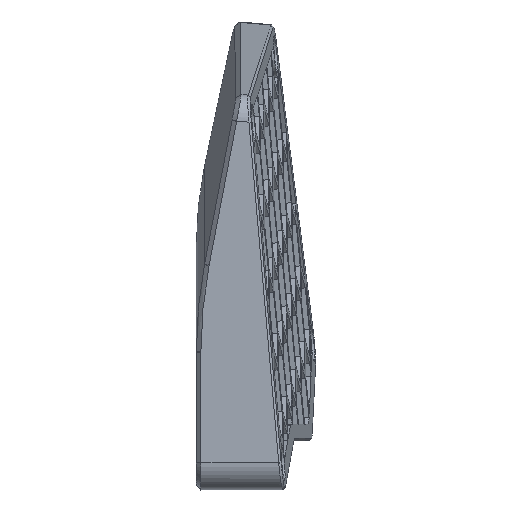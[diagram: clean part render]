
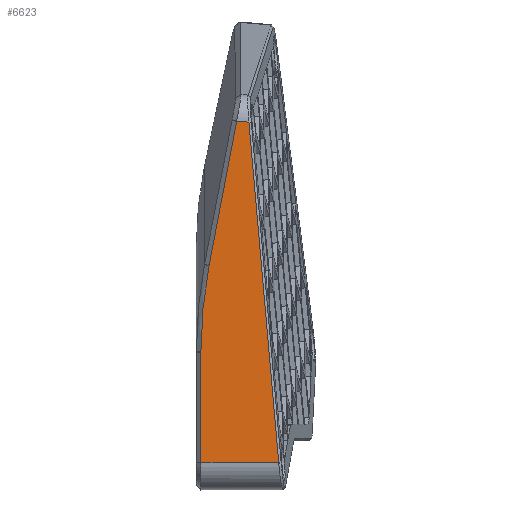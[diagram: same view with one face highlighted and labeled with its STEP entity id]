
A CAD part, left-side view. The second image highlights one B-rep face of the part: STEP entity #6623.
In plain terms, the highlighted planar face has unit normal (-1, 0, -0.002).
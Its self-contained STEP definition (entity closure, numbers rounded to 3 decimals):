
#264=B_SPLINE_CURVE_WITH_KNOTS('',3,(#9419,#9420,#9421,#9422),
 .UNSPECIFIED.,.F.,.F.,(4,4),(-1.214,-1.198),
 .UNSPECIFIED.);
#266=B_SPLINE_CURVE_WITH_KNOTS('',3,(#9447,#9448,#9449,#9450),
 .UNSPECIFIED.,.F.,.F.,(4,4),(-1.569,-1.379),
 .UNSPECIFIED.);
#268=B_SPLINE_CURVE_WITH_KNOTS('',3,(#9473,#9474,#9475,#9476),
 .UNSPECIFIED.,.F.,.F.,(4,4),(-0.656,-0.638),
 .UNSPECIFIED.);
#274=B_SPLINE_CURVE_WITH_KNOTS('',3,(#9584,#9585,#9586,#9587),
 .UNSPECIFIED.,.F.,.F.,(4,4),(-1.571,-1.569),
 .UNSPECIFIED.);
#295=B_SPLINE_CURVE_WITH_KNOTS('',3,(#9825,#9826,#9827,#9828),
 .UNSPECIFIED.,.F.,.F.,(4,4),(1.187,1.202),
 .UNSPECIFIED.);
#388=FACE_OUTER_BOUND('',#775,.T.);
#775=EDGE_LOOP('',(#4442,#4443,#4444,#4445,#4446,#4447,#4448,#4449,#4450,
#4451));
#1203=LINE('',#9399,#1965);
#1214=LINE('',#9522,#1976);
#1227=LINE('',#9814,#1989);
#1228=LINE('',#9822,#1990);
#1229=LINE('',#9824,#1991);
#1965=VECTOR('',#7527,10.);
#1976=VECTOR('',#7542,10.);
#1989=VECTOR('',#7565,10.);
#1990=VECTOR('',#7568,10.);
#1991=VECTOR('',#7569,10.);
#2731=VERTEX_POINT('',#9387);
#2733=VERTEX_POINT('',#9396);
#2734=VERTEX_POINT('',#9398);
#2737=VERTEX_POINT('',#9444);
#2738=VERTEX_POINT('',#9446);
#2747=VERTEX_POINT('',#9519);
#2748=VERTEX_POINT('',#9521);
#2761=VERTEX_POINT('',#9813);
#2762=VERTEX_POINT('',#9821);
#2763=VERTEX_POINT('',#9823);
#3376=EDGE_CURVE('',#2733,#2734,#1203,.T.);
#3379=EDGE_CURVE('',#2734,#2731,#264,.T.);
#3382=EDGE_CURVE('',#2737,#2738,#266,.T.);
#3385=EDGE_CURVE('',#2738,#2733,#268,.T.);
#3395=EDGE_CURVE('',#2747,#2748,#1214,.T.);
#3403=EDGE_CURVE('',#2748,#2737,#274,.T.);
#3430=EDGE_CURVE('',#2731,#2761,#1227,.T.);
#3432=EDGE_CURVE('',#2762,#2747,#1228,.T.);
#3433=EDGE_CURVE('',#2763,#2762,#1229,.T.);
#3434=EDGE_CURVE('',#2761,#2763,#295,.T.);
#4442=ORIENTED_EDGE('',*,*,#3379,.F.);
#4443=ORIENTED_EDGE('',*,*,#3376,.F.);
#4444=ORIENTED_EDGE('',*,*,#3385,.F.);
#4445=ORIENTED_EDGE('',*,*,#3382,.F.);
#4446=ORIENTED_EDGE('',*,*,#3403,.F.);
#4447=ORIENTED_EDGE('',*,*,#3395,.F.);
#4448=ORIENTED_EDGE('',*,*,#3432,.F.);
#4449=ORIENTED_EDGE('',*,*,#3433,.F.);
#4450=ORIENTED_EDGE('',*,*,#3434,.F.);
#4451=ORIENTED_EDGE('',*,*,#3430,.F.);
#6297=PLANE('',#7008);
#6623=ADVANCED_FACE('',(#388),#6297,.T.);
#7008=AXIS2_PLACEMENT_3D('',#9820,#7566,#7567);
#7527=DIRECTION('',(-0.002,-0.188,0.982));
#7542=DIRECTION('',(-0.002,0.,1.));
#7565=DIRECTION('',(0.,-0.996,-0.094));
#7566=DIRECTION('center_axis',(-1.,0.,-0.002));
#7567=DIRECTION('ref_axis',(0.002,0.,-1.));
#7568=DIRECTION('',(0.,1.,0.));
#7569=DIRECTION('',(0.002,-0.087,-0.996));
#9387=CARTESIAN_POINT('',(-299.888,14.633,111.829));
#9396=CARTESIAN_POINT('',(-299.832,20.704,80.056));
#9398=CARTESIAN_POINT('',(-299.888,14.651,111.736));
#9399=CARTESIAN_POINT('',(-299.843,19.507,86.324));
#9419=CARTESIAN_POINT('Ctrl Pts',(-299.888,14.651,111.736));
#9420=CARTESIAN_POINT('Ctrl Pts',(-299.888,14.645,111.767));
#9421=CARTESIAN_POINT('Ctrl Pts',(-299.888,14.639,111.798));
#9422=CARTESIAN_POINT('Ctrl Pts',(-299.888,14.633,111.829));
#9444=CARTESIAN_POINT('',(-299.798,22.558,60.837));
#9446=CARTESIAN_POINT('',(-299.831,20.738,79.876));
#9447=CARTESIAN_POINT('Ctrl Pts',(-299.798,22.558,60.837));
#9448=CARTESIAN_POINT('Ctrl Pts',(-299.809,22.546,67.223));
#9449=CARTESIAN_POINT('Ctrl Pts',(-299.82,21.936,73.607));
#9450=CARTESIAN_POINT('Ctrl Pts',(-299.831,20.738,79.876));
#9473=CARTESIAN_POINT('Ctrl Pts',(-299.831,20.738,79.876));
#9474=CARTESIAN_POINT('Ctrl Pts',(-299.832,20.727,79.936));
#9475=CARTESIAN_POINT('Ctrl Pts',(-299.832,20.716,79.996));
#9476=CARTESIAN_POINT('Ctrl Pts',(-299.832,20.704,80.056));
#9519=CARTESIAN_POINT('',(-299.754,22.558,36.237));
#9521=CARTESIAN_POINT('',(-299.797,22.558,60.651));
#9522=CARTESIAN_POINT('',(-299.85,22.558,90.491));
#9584=CARTESIAN_POINT('Ctrl Pts',(-299.797,22.558,60.651));
#9585=CARTESIAN_POINT('Ctrl Pts',(-299.797,22.558,60.713));
#9586=CARTESIAN_POINT('Ctrl Pts',(-299.797,22.558,60.775));
#9587=CARTESIAN_POINT('Ctrl Pts',(-299.798,22.558,60.837));
#9813=CARTESIAN_POINT('',(-299.888,11.95,111.575));
#9814=CARTESIAN_POINT('',(-299.888,13.527,111.725));
#9820=CARTESIAN_POINT('Origin',(-299.864,19.8,97.969));
#9821=CARTESIAN_POINT('',(-299.754,5.349,36.237));
#9822=CARTESIAN_POINT('',(-299.754,14.534,36.237));
#9823=CARTESIAN_POINT('',(-299.888,11.942,111.484));
#9824=CARTESIAN_POINT('',(-299.85,10.064,90.054));
#9825=CARTESIAN_POINT('Ctrl Pts',(-299.888,11.95,111.575));
#9826=CARTESIAN_POINT('Ctrl Pts',(-299.888,11.947,111.545));
#9827=CARTESIAN_POINT('Ctrl Pts',(-299.888,11.945,111.514));
#9828=CARTESIAN_POINT('Ctrl Pts',(-299.888,11.942,111.484));
